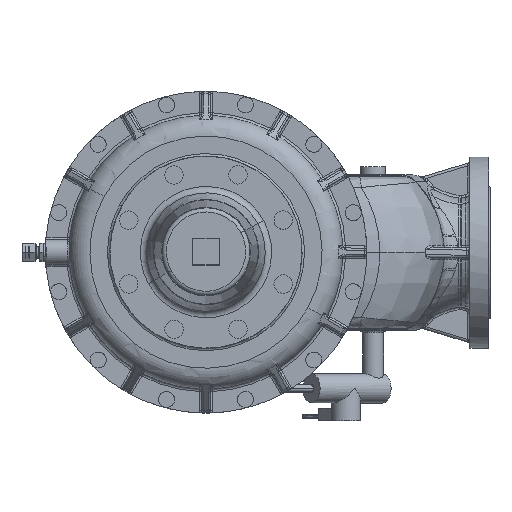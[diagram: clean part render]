
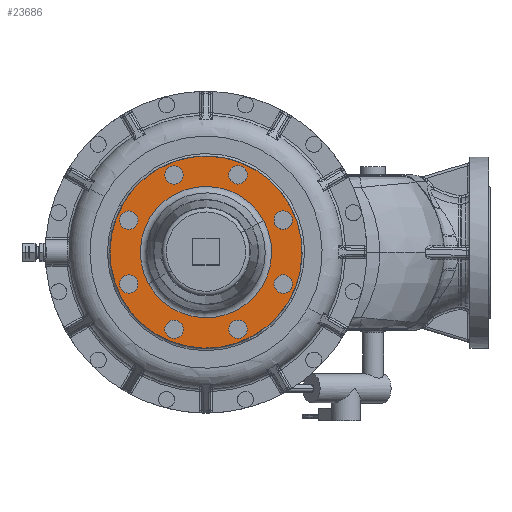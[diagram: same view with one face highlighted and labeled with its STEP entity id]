
A CAD part, top view. The second image highlights one B-rep face of the part: STEP entity #23686.
In plain terms, the highlighted planar face has unit normal (0, 0, 1).
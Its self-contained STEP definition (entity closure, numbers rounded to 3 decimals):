
#23453=CARTESIAN_POINT('Vertex',(100.922,55.134,388.)) ;
#23456=CARTESIAN_POINT('Axis2P3D Location',(0.,0.,388.)) ;
#23460=CARTESIAN_POINT('Vertex',(-100.922,-55.134,388.)) ;
#23490=CARTESIAN_POINT('Axis2P3D Location',(0.,0.,388.)) ;
#23515=CARTESIAN_POINT('Axis2P3D Location',(78.639,0.,388.)) ;
#23524=CARTESIAN_POINT('Axis2P3D Location',(92.388,-38.268,388.)) ;
#23528=CARTESIAN_POINT('Vertex',(81.388,-38.268,388.)) ;
#23530=CARTESIAN_POINT('Vertex',(103.388,-38.268,388.)) ;
#23533=CARTESIAN_POINT('Axis2P3D Location',(92.388,-38.268,388.)) ;
#23542=CARTESIAN_POINT('Axis2P3D Location',(0.,0.,388.)) ;
#23546=CARTESIAN_POINT('Vertex',(69.012,37.701,388.)) ;
#23548=CARTESIAN_POINT('Vertex',(-69.012,-37.701,388.)) ;
#23551=CARTESIAN_POINT('Axis2P3D Location',(0.,0.,388.)) ;
#23560=CARTESIAN_POINT('Axis2P3D Location',(92.388,38.268,388.)) ;
#23564=CARTESIAN_POINT('Vertex',(100.166,46.047,388.)) ;
#23566=CARTESIAN_POINT('Vertex',(84.61,30.49,388.)) ;
#23569=CARTESIAN_POINT('Axis2P3D Location',(92.388,38.268,388.)) ;
#23578=CARTESIAN_POINT('Axis2P3D Location',(38.268,92.388,388.)) ;
#23582=CARTESIAN_POINT('Vertex',(38.268,103.388,388.)) ;
#23584=CARTESIAN_POINT('Vertex',(38.268,81.388,388.)) ;
#23587=CARTESIAN_POINT('Axis2P3D Location',(38.268,92.388,388.)) ;
#23596=CARTESIAN_POINT('Axis2P3D Location',(-38.268,92.388,388.)) ;
#23600=CARTESIAN_POINT('Vertex',(-46.047,100.166,388.)) ;
#23602=CARTESIAN_POINT('Vertex',(-30.49,84.61,388.)) ;
#23605=CARTESIAN_POINT('Axis2P3D Location',(-38.268,92.388,388.)) ;
#23614=CARTESIAN_POINT('Axis2P3D Location',(-92.388,38.268,388.)) ;
#23618=CARTESIAN_POINT('Vertex',(-103.388,38.268,388.)) ;
#23620=CARTESIAN_POINT('Vertex',(-81.388,38.268,388.)) ;
#23623=CARTESIAN_POINT('Axis2P3D Location',(-92.388,38.268,388.)) ;
#23632=CARTESIAN_POINT('Axis2P3D Location',(-92.388,-38.268,388.)) ;
#23636=CARTESIAN_POINT('Vertex',(-100.166,-46.047,388.)) ;
#23638=CARTESIAN_POINT('Vertex',(-84.61,-30.49,388.)) ;
#23641=CARTESIAN_POINT('Axis2P3D Location',(-92.388,-38.268,388.)) ;
#23650=CARTESIAN_POINT('Axis2P3D Location',(-38.268,-92.388,388.)) ;
#23654=CARTESIAN_POINT('Vertex',(-38.268,-103.388,388.)) ;
#23656=CARTESIAN_POINT('Vertex',(-38.268,-81.388,388.)) ;
#23659=CARTESIAN_POINT('Axis2P3D Location',(-38.268,-92.388,388.)) ;
#23668=CARTESIAN_POINT('Axis2P3D Location',(38.268,-92.388,388.)) ;
#23672=CARTESIAN_POINT('Vertex',(46.047,-100.166,388.)) ;
#23674=CARTESIAN_POINT('Vertex',(30.49,-84.61,388.)) ;
#23677=CARTESIAN_POINT('Axis2P3D Location',(38.268,-92.388,388.)) ;
#23457=DIRECTION('Axis2P3D Direction',(0.,-0.,1.)) ;
#23491=DIRECTION('Axis2P3D Direction',(0.,-0.,1.)) ;
#23516=DIRECTION('Axis2P3D Direction',(0.,-0.,1.)) ;
#23517=DIRECTION('Axis2P3D XDirection',(0.,1.,0.)) ;
#23525=DIRECTION('Axis2P3D Direction',(0.,-0.,1.)) ;
#23534=DIRECTION('Axis2P3D Direction',(0.,-0.,1.)) ;
#23543=DIRECTION('Axis2P3D Direction',(0.,-0.,1.)) ;
#23552=DIRECTION('Axis2P3D Direction',(0.,-0.,1.)) ;
#23561=DIRECTION('Axis2P3D Direction',(0.,-0.,1.)) ;
#23570=DIRECTION('Axis2P3D Direction',(0.,-0.,1.)) ;
#23579=DIRECTION('Axis2P3D Direction',(0.,-0.,1.)) ;
#23588=DIRECTION('Axis2P3D Direction',(0.,-0.,1.)) ;
#23597=DIRECTION('Axis2P3D Direction',(0.,-0.,1.)) ;
#23606=DIRECTION('Axis2P3D Direction',(0.,-0.,1.)) ;
#23615=DIRECTION('Axis2P3D Direction',(0.,-0.,1.)) ;
#23624=DIRECTION('Axis2P3D Direction',(0.,-0.,1.)) ;
#23633=DIRECTION('Axis2P3D Direction',(0.,-0.,1.)) ;
#23642=DIRECTION('Axis2P3D Direction',(0.,-0.,1.)) ;
#23651=DIRECTION('Axis2P3D Direction',(0.,-0.,1.)) ;
#23660=DIRECTION('Axis2P3D Direction',(0.,-0.,1.)) ;
#23669=DIRECTION('Axis2P3D Direction',(0.,-0.,1.)) ;
#23678=DIRECTION('Axis2P3D Direction',(0.,-0.,1.)) ;
#23458=AXIS2_PLACEMENT_3D('Circle Axis2P3D',#23456,#23457,$) ;
#23492=AXIS2_PLACEMENT_3D('Circle Axis2P3D',#23490,#23491,$) ;
#23518=AXIS2_PLACEMENT_3D('Plane Axis2P3D',#23515,#23516,#23517) ;
#23526=AXIS2_PLACEMENT_3D('Circle Axis2P3D',#23524,#23525,$) ;
#23535=AXIS2_PLACEMENT_3D('Circle Axis2P3D',#23533,#23534,$) ;
#23544=AXIS2_PLACEMENT_3D('Circle Axis2P3D',#23542,#23543,$) ;
#23553=AXIS2_PLACEMENT_3D('Circle Axis2P3D',#23551,#23552,$) ;
#23562=AXIS2_PLACEMENT_3D('Circle Axis2P3D',#23560,#23561,$) ;
#23571=AXIS2_PLACEMENT_3D('Circle Axis2P3D',#23569,#23570,$) ;
#23580=AXIS2_PLACEMENT_3D('Circle Axis2P3D',#23578,#23579,$) ;
#23589=AXIS2_PLACEMENT_3D('Circle Axis2P3D',#23587,#23588,$) ;
#23598=AXIS2_PLACEMENT_3D('Circle Axis2P3D',#23596,#23597,$) ;
#23607=AXIS2_PLACEMENT_3D('Circle Axis2P3D',#23605,#23606,$) ;
#23616=AXIS2_PLACEMENT_3D('Circle Axis2P3D',#23614,#23615,$) ;
#23625=AXIS2_PLACEMENT_3D('Circle Axis2P3D',#23623,#23624,$) ;
#23634=AXIS2_PLACEMENT_3D('Circle Axis2P3D',#23632,#23633,$) ;
#23643=AXIS2_PLACEMENT_3D('Circle Axis2P3D',#23641,#23642,$) ;
#23652=AXIS2_PLACEMENT_3D('Circle Axis2P3D',#23650,#23651,$) ;
#23661=AXIS2_PLACEMENT_3D('Circle Axis2P3D',#23659,#23660,$) ;
#23670=AXIS2_PLACEMENT_3D('Circle Axis2P3D',#23668,#23669,$) ;
#23679=AXIS2_PLACEMENT_3D('Circle Axis2P3D',#23677,#23678,$) ;
#23521=ORIENTED_EDGE('',*,*,#23462,.T.) ;
#23522=ORIENTED_EDGE('',*,*,#23494,.T.) ;
#23539=ORIENTED_EDGE('',*,*,#23532,.F.) ;
#23540=ORIENTED_EDGE('',*,*,#23537,.F.) ;
#23557=ORIENTED_EDGE('',*,*,#23550,.F.) ;
#23558=ORIENTED_EDGE('',*,*,#23555,.F.) ;
#23575=ORIENTED_EDGE('',*,*,#23568,.F.) ;
#23576=ORIENTED_EDGE('',*,*,#23573,.F.) ;
#23593=ORIENTED_EDGE('',*,*,#23586,.F.) ;
#23594=ORIENTED_EDGE('',*,*,#23591,.F.) ;
#23611=ORIENTED_EDGE('',*,*,#23604,.F.) ;
#23612=ORIENTED_EDGE('',*,*,#23609,.F.) ;
#23629=ORIENTED_EDGE('',*,*,#23622,.F.) ;
#23630=ORIENTED_EDGE('',*,*,#23627,.F.) ;
#23647=ORIENTED_EDGE('',*,*,#23640,.F.) ;
#23648=ORIENTED_EDGE('',*,*,#23645,.F.) ;
#23665=ORIENTED_EDGE('',*,*,#23658,.F.) ;
#23666=ORIENTED_EDGE('',*,*,#23663,.F.) ;
#23683=ORIENTED_EDGE('',*,*,#23676,.F.) ;
#23684=ORIENTED_EDGE('',*,*,#23681,.F.) ;
#23541=FACE_BOUND('',#23538,.T.) ;
#23559=FACE_BOUND('',#23556,.T.) ;
#23577=FACE_BOUND('',#23574,.T.) ;
#23595=FACE_BOUND('',#23592,.T.) ;
#23613=FACE_BOUND('',#23610,.T.) ;
#23631=FACE_BOUND('',#23628,.T.) ;
#23649=FACE_BOUND('',#23646,.T.) ;
#23667=FACE_BOUND('',#23664,.T.) ;
#23685=FACE_BOUND('',#23682,.T.) ;
#23686=ADVANCED_FACE('Brep With Voids',(#23523,#23541,#23559,#23577,#23595,#23613,#23631,#23649,#23667,#23685),#23519,.T.) ;
#23459=CIRCLE('generated circle',#23458,115.) ;
#23493=CIRCLE('generated circle',#23492,115.) ;
#23527=CIRCLE('generated circle',#23526,11.) ;
#23536=CIRCLE('generated circle',#23535,11.) ;
#23545=CIRCLE('generated circle',#23544,78.639) ;
#23554=CIRCLE('generated circle',#23553,78.639) ;
#23563=CIRCLE('generated circle',#23562,11.) ;
#23572=CIRCLE('generated circle',#23571,11.) ;
#23581=CIRCLE('generated circle',#23580,11.) ;
#23590=CIRCLE('generated circle',#23589,11.) ;
#23599=CIRCLE('generated circle',#23598,11.) ;
#23608=CIRCLE('generated circle',#23607,11.) ;
#23617=CIRCLE('generated circle',#23616,11.) ;
#23626=CIRCLE('generated circle',#23625,11.) ;
#23635=CIRCLE('generated circle',#23634,11.) ;
#23644=CIRCLE('generated circle',#23643,11.) ;
#23653=CIRCLE('generated circle',#23652,11.) ;
#23662=CIRCLE('generated circle',#23661,11.) ;
#23671=CIRCLE('generated circle',#23670,11.) ;
#23680=CIRCLE('generated circle',#23679,11.) ;
#23462=EDGE_CURVE('',#23461,#23454,#23459,.T.) ;
#23494=EDGE_CURVE('',#23454,#23461,#23493,.T.) ;
#23532=EDGE_CURVE('',#23529,#23531,#23527,.T.) ;
#23537=EDGE_CURVE('',#23531,#23529,#23536,.T.) ;
#23550=EDGE_CURVE('',#23547,#23549,#23545,.T.) ;
#23555=EDGE_CURVE('',#23549,#23547,#23554,.T.) ;
#23568=EDGE_CURVE('',#23565,#23567,#23563,.T.) ;
#23573=EDGE_CURVE('',#23567,#23565,#23572,.T.) ;
#23586=EDGE_CURVE('',#23583,#23585,#23581,.T.) ;
#23591=EDGE_CURVE('',#23585,#23583,#23590,.T.) ;
#23604=EDGE_CURVE('',#23601,#23603,#23599,.T.) ;
#23609=EDGE_CURVE('',#23603,#23601,#23608,.T.) ;
#23622=EDGE_CURVE('',#23619,#23621,#23617,.T.) ;
#23627=EDGE_CURVE('',#23621,#23619,#23626,.T.) ;
#23640=EDGE_CURVE('',#23637,#23639,#23635,.T.) ;
#23645=EDGE_CURVE('',#23639,#23637,#23644,.T.) ;
#23658=EDGE_CURVE('',#23655,#23657,#23653,.T.) ;
#23663=EDGE_CURVE('',#23657,#23655,#23662,.T.) ;
#23676=EDGE_CURVE('',#23673,#23675,#23671,.T.) ;
#23681=EDGE_CURVE('',#23675,#23673,#23680,.T.) ;
#23520=EDGE_LOOP('',(#23521,#23522)) ;
#23538=EDGE_LOOP('',(#23539,#23540)) ;
#23556=EDGE_LOOP('',(#23557,#23558)) ;
#23574=EDGE_LOOP('',(#23575,#23576)) ;
#23592=EDGE_LOOP('',(#23593,#23594)) ;
#23610=EDGE_LOOP('',(#23611,#23612)) ;
#23628=EDGE_LOOP('',(#23629,#23630)) ;
#23646=EDGE_LOOP('',(#23647,#23648)) ;
#23664=EDGE_LOOP('',(#23665,#23666)) ;
#23682=EDGE_LOOP('',(#23683,#23684)) ;
#23523=FACE_OUTER_BOUND('',#23520,.T.) ;
#23519=PLANE('',#23518) ;
#23454=VERTEX_POINT('',#23453) ;
#23461=VERTEX_POINT('',#23460) ;
#23529=VERTEX_POINT('',#23528) ;
#23531=VERTEX_POINT('',#23530) ;
#23547=VERTEX_POINT('',#23546) ;
#23549=VERTEX_POINT('',#23548) ;
#23565=VERTEX_POINT('',#23564) ;
#23567=VERTEX_POINT('',#23566) ;
#23583=VERTEX_POINT('',#23582) ;
#23585=VERTEX_POINT('',#23584) ;
#23601=VERTEX_POINT('',#23600) ;
#23603=VERTEX_POINT('',#23602) ;
#23619=VERTEX_POINT('',#23618) ;
#23621=VERTEX_POINT('',#23620) ;
#23637=VERTEX_POINT('',#23636) ;
#23639=VERTEX_POINT('',#23638) ;
#23655=VERTEX_POINT('',#23654) ;
#23657=VERTEX_POINT('',#23656) ;
#23673=VERTEX_POINT('',#23672) ;
#23675=VERTEX_POINT('',#23674) ;
